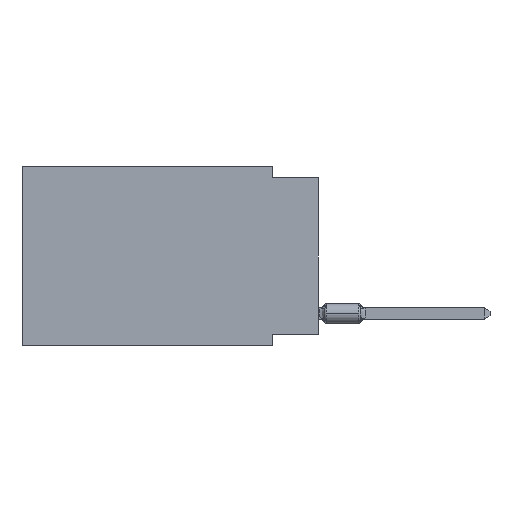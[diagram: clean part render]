
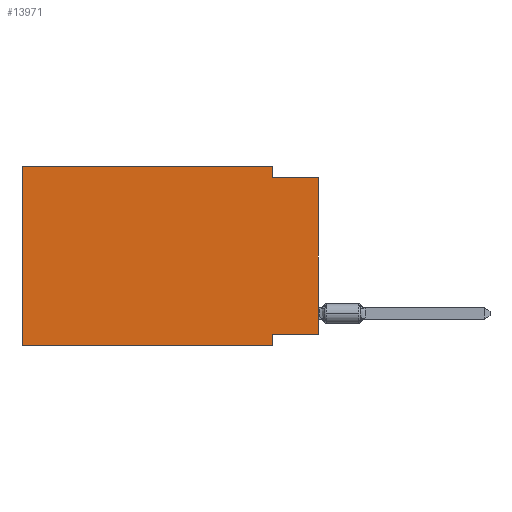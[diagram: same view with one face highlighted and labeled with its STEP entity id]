
A CAD part, left-side view. The second image highlights one B-rep face of the part: STEP entity #13971.
In plain terms, the highlighted planar face has unit normal (-1, 0, 0).
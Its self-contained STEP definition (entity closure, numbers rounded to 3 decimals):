
#109 = CARTESIAN_POINT ( 'NONE',  ( 0., 16.383, 0. ) ) ;
#591 = EDGE_CURVE ( 'NONE', #13221, #2044, #11955, .T. ) ;
#1004 = CARTESIAN_POINT ( 'NONE',  ( 0., 2.54, -0.635 ) ) ;
#1031 = CARTESIAN_POINT ( 'NONE',  ( 0., 2.54, -9.906 ) ) ;
#1603 = CARTESIAN_POINT ( 'NONE',  ( 0., 16.383, -9.906 ) ) ;
#2044 = VERTEX_POINT ( 'NONE', #17754 ) ;
#2077 = LINE ( 'NONE', #13985, #16474 ) ;
#2480 = ORIENTED_EDGE ( 'NONE', *, *, #7270, .F. ) ;
#2876 = VECTOR ( 'NONE', #16882, 1000. ) ;
#2912 = CARTESIAN_POINT ( 'NONE',  ( 0., 16.383, 0. ) ) ;
#3110 = ORIENTED_EDGE ( 'NONE', *, *, #5862, .T. ) ;
#3268 = VECTOR ( 'NONE', #5141, 1000. ) ;
#3269 = AXIS2_PLACEMENT_3D ( 'NONE', #2912, #13269, #7410 ) ;
#3375 = LINE ( 'NONE', #6880, #6314 ) ;
#3805 = CARTESIAN_POINT ( 'NONE',  ( 0., 0., -0.635 ) ) ;
#3856 = CARTESIAN_POINT ( 'NONE',  ( 0., 2.54, -9.906 ) ) ;
#4173 = VECTOR ( 'NONE', #18025, 1000. ) ;
#4752 = LINE ( 'NONE', #109, #2876 ) ;
#4941 = LINE ( 'NONE', #11398, #17010 ) ;
#5141 = DIRECTION ( 'NONE',  ( 0., -1., 0. ) ) ;
#5264 = DIRECTION ( 'NONE',  ( 0., 0., -1. ) ) ;
#5418 = ORIENTED_EDGE ( 'NONE', *, *, #8582, .T. ) ;
#5862 = EDGE_CURVE ( 'NONE', #13221, #17687, #3375, .T. ) ;
#5978 = VERTEX_POINT ( 'NONE', #1004 ) ;
#6169 = EDGE_CURVE ( 'NONE', #18569, #5978, #2077, .T. ) ;
#6314 = VECTOR ( 'NONE', #7954, 1000. ) ;
#6880 = CARTESIAN_POINT ( 'NONE',  ( 0., 0., 0. ) ) ;
#6900 = DIRECTION ( 'NONE',  ( 0., 0., -1. ) ) ;
#7193 = LINE ( 'NONE', #3805, #18294 ) ;
#7270 = EDGE_CURVE ( 'NONE', #9304, #10617, #4752, .T. ) ;
#7410 = DIRECTION ( 'NONE',  ( 0., 0., -1. ) ) ;
#7954 = DIRECTION ( 'NONE',  ( 0., 0., 1. ) ) ;
#8222 = CARTESIAN_POINT ( 'NONE',  ( 0., 16.383, 0. ) ) ;
#8582 = EDGE_CURVE ( 'NONE', #9304, #16743, #4941, .T. ) ;
#8593 = ORIENTED_EDGE ( 'NONE', *, *, #12213, .F. ) ;
#9169 = PLANE ( 'NONE',  #3269 ) ;
#9304 = VERTEX_POINT ( 'NONE', #1603 ) ;
#9590 = ORIENTED_EDGE ( 'NONE', *, *, #6169, .F. ) ;
#10063 = DIRECTION ( 'NONE',  ( 0., -1., 0. ) ) ;
#10459 = EDGE_LOOP ( 'NONE', ( #3110, #10549, #9590, #14602, #2480, #5418, #8593, #19037 ) ) ;
#10549 = ORIENTED_EDGE ( 'NONE', *, *, #17613, .F. ) ;
#10617 = VERTEX_POINT ( 'NONE', #14648 ) ;
#11398 = CARTESIAN_POINT ( 'NONE',  ( 0., 16.383, -9.906 ) ) ;
#11457 = LINE ( 'NONE', #1031, #14670 ) ;
#11461 = CARTESIAN_POINT ( 'NONE',  ( 0., 0., -0.635 ) ) ;
#11955 = LINE ( 'NONE', #16819, #4173 ) ;
#12213 = EDGE_CURVE ( 'NONE', #2044, #16743, #11457, .T. ) ;
#13221 = VERTEX_POINT ( 'NONE', #16472 ) ;
#13269 = DIRECTION ( 'NONE',  ( 1., 0., 0. ) ) ;
#13637 = FACE_OUTER_BOUND ( 'NONE', #10459, .T. ) ;
#13971 = ADVANCED_FACE ( 'NONE', ( #13637 ), #9169, .F. ) ;
#13985 = CARTESIAN_POINT ( 'NONE',  ( 0., 2.54, 0. ) ) ;
#14602 = ORIENTED_EDGE ( 'NONE', *, *, #15056, .F. ) ;
#14648 = CARTESIAN_POINT ( 'NONE',  ( 0., 16.383, 0. ) ) ;
#14670 = VECTOR ( 'NONE', #6900, 1000. ) ;
#15056 = EDGE_CURVE ( 'NONE', #10617, #18569, #18748, .T. ) ;
#15666 = DIRECTION ( 'NONE',  ( 0., -1., 0. ) ) ;
#16472 = CARTESIAN_POINT ( 'NONE',  ( 0., 0., -9.271 ) ) ;
#16474 = VECTOR ( 'NONE', #5264, 1000. ) ;
#16522 = CARTESIAN_POINT ( 'NONE',  ( 0., 2.54, 0. ) ) ;
#16743 = VERTEX_POINT ( 'NONE', #3856 ) ;
#16819 = CARTESIAN_POINT ( 'NONE',  ( 0., 0., -9.271 ) ) ;
#16882 = DIRECTION ( 'NONE',  ( 0., 0., 1. ) ) ;
#17010 = VECTOR ( 'NONE', #15666, 1000. ) ;
#17613 = EDGE_CURVE ( 'NONE', #5978, #17687, #7193, .T. ) ;
#17687 = VERTEX_POINT ( 'NONE', #11461 ) ;
#17754 = CARTESIAN_POINT ( 'NONE',  ( 0., 2.54, -9.271 ) ) ;
#18025 = DIRECTION ( 'NONE',  ( 0., 1., 0. ) ) ;
#18294 = VECTOR ( 'NONE', #10063, 1000. ) ;
#18569 = VERTEX_POINT ( 'NONE', #16522 ) ;
#18748 = LINE ( 'NONE', #8222, #3268 ) ;
#19037 = ORIENTED_EDGE ( 'NONE', *, *, #591, .F. ) ;
